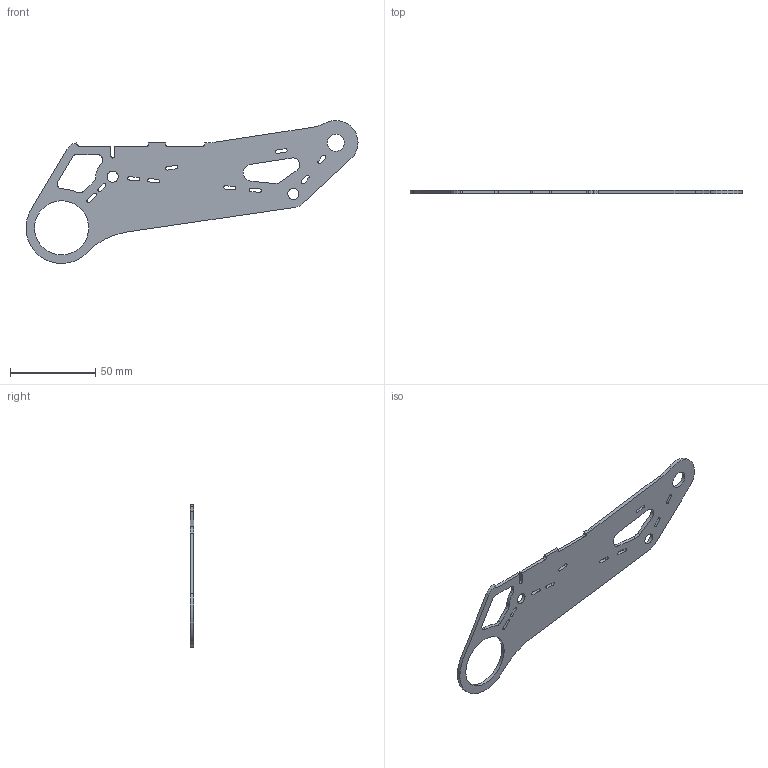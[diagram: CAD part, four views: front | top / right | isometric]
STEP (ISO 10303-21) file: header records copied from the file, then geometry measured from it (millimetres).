
FILE_DESCRIPTION(('CATIA V5 STEP Exchange'),'2;1');
FILE_NAME('FR_10001_2 (Frame Brake).stp','2020-02-26T08:22:57+00:00',('none'),('none'),'CATIA Version 5 Release 19 SP 2 (IN-10)','CATIA V5 STEP AP203','none');
FILE_SCHEMA(('CONFIG_CONTROL_DESIGN'));
Length unit declared in the file: millimetre
Products named in the file (1): FR_10001_2 (Frame Brake)
Bounding box: 194.89 x 2 x 83.86 mm (x, y, z)
Volume: 14102 mm3; surface area: 16042.1 mm2
Topology: 1 solids, 1 shells, 95 faces, 279 edges, 186 vertices
Faces by surface type: cylinder 51, plane 44
Entity records: 3104 total; most frequent: ORIENTED_EDGE 558, CARTESIAN_POINT 542, DIRECTION 431, EDGE_CURVE 279, VERTEX_POINT 186, AXIS2_PLACEMENT_3D 179, VECTOR 177, LINE 177
